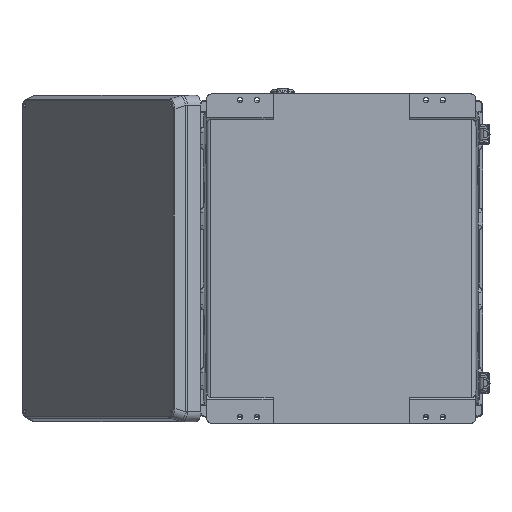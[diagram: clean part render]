
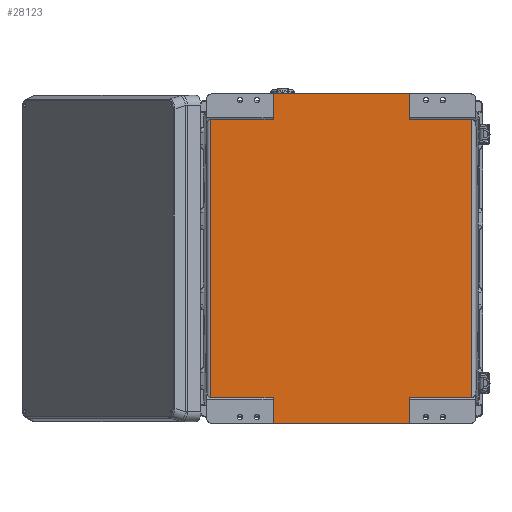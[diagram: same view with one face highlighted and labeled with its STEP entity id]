
A CAD part, front view. The second image highlights one B-rep face of the part: STEP entity #28123.
In plain terms, the highlighted planar face has unit normal (0, -1, 0).
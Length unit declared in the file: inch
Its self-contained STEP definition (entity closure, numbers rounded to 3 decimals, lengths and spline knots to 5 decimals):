
#125 = VECTOR ( 'NONE', #34275, 39.37008 ) ;
#1160 = EDGE_CURVE ( 'NONE', #16682, #81819, #43282, .T. ) ;
#1325 = CARTESIAN_POINT ( 'NONE',  ( 8.11811, 0.05906, -1.51961 ) ) ;
#1865 = EDGE_LOOP ( 'NONE', ( #5212, #83905, #6345, #81677, #58537, #18058, #60814, #48758, #32166, #27001, #84557, #59097 ) ) ;
#2633 = CARTESIAN_POINT ( 'NONE',  ( 4.03163, 0.05906, 0. ) ) ;
#2773 = VECTOR ( 'NONE', #13396, 39.37008 ) ;
#2779 = LINE ( 'NONE', #84235, #47364 ) ;
#3232 = LINE ( 'NONE', #22095, #62879 ) ;
#4299 = EDGE_CURVE ( 'NONE', #34775, #21421, #71887, .T. ) ;
#4446 = LINE ( 'NONE', #75604, #125 ) ;
#5212 = ORIENTED_EDGE ( 'NONE', *, *, #40430, .F. ) ;
#6345 = ORIENTED_EDGE ( 'NONE', *, *, #38994, .T. ) ;
#6835 = DIRECTION ( 'NONE',  ( 0., 0., -1. ) ) ;
#7700 = DIRECTION ( 'NONE',  ( -1., 0., 0. ) ) ;
#8042 = CARTESIAN_POINT ( 'NONE',  ( -4.03163, 0.05906, 0. ) ) ;
#11281 = VECTOR ( 'NONE', #46186, 39.37008 ) ;
#11469 = LINE ( 'NONE', #74632, #2773 ) ;
#12077 = VERTEX_POINT ( 'NONE', #2633 ) ;
#13396 = DIRECTION ( 'NONE',  ( 1., 0., 0. ) ) ;
#16682 = VERTEX_POINT ( 'NONE', #18689 ) ;
#17348 = VERTEX_POINT ( 'NONE', #8042 ) ;
#18058 = ORIENTED_EDGE ( 'NONE', *, *, #4299, .F. ) ;
#18689 = CARTESIAN_POINT ( 'NONE',  ( 7.73754, 0.05906, -1.51961 ) ) ;
#20115 = DIRECTION ( 'NONE',  ( 0., 0., 1. ) ) ;
#21262 = LINE ( 'NONE', #34250, #35434 ) ;
#21421 = VERTEX_POINT ( 'NONE', #38997 ) ;
#21658 = DIRECTION ( 'NONE',  ( -1., 0., 0. ) ) ;
#22095 = CARTESIAN_POINT ( 'NONE',  ( -4.03163, 0.05906, 0.85787 ) ) ;
#23354 = EDGE_CURVE ( 'NONE', #21421, #85435, #21262, .T. ) ;
#24183 = EDGE_CURVE ( 'NONE', #85435, #84389, #24518, .T. ) ;
#24511 = CARTESIAN_POINT ( 'NONE',  ( -8.11811, 0.05906, -17.96858 ) ) ;
#24518 = LINE ( 'NONE', #29330, #38661 ) ;
#25862 = VECTOR ( 'NONE', #7700, 39.37008 ) ;
#26425 = AXIS2_PLACEMENT_3D ( 'NONE', #65125, #30687, #31281 ) ;
#27001 = ORIENTED_EDGE ( 'NONE', *, *, #55314, .T. ) ;
#28123 = ADVANCED_FACE ( 'NONE', ( #83345 ), #37124, .F. ) ;
#28358 = DIRECTION ( 'NONE',  ( 0., 0., 1. ) ) ;
#29330 = CARTESIAN_POINT ( 'NONE',  ( 8.11811, 0.05906, -19.48819 ) ) ;
#30518 = VERTEX_POINT ( 'NONE', #69422 ) ;
#30687 = DIRECTION ( 'NONE',  ( 0., 1., 0. ) ) ;
#31281 = DIRECTION ( 'NONE',  ( 0., 0., 1. ) ) ;
#32166 = ORIENTED_EDGE ( 'NONE', *, *, #78708, .T. ) ;
#33014 = VECTOR ( 'NONE', #70103, 39.37008 ) ;
#34250 = CARTESIAN_POINT ( 'NONE',  ( 4.03163, 0.05906, -20.34606 ) ) ;
#34275 = DIRECTION ( 'NONE',  ( 0., 0., 1. ) ) ;
#34775 = VERTEX_POINT ( 'NONE', #40734 ) ;
#35434 = VECTOR ( 'NONE', #6835, 39.37008 ) ;
#36351 = VECTOR ( 'NONE', #78898, 39.37008 ) ;
#37124 = PLANE ( 'NONE',  #26425 ) ;
#38375 = CARTESIAN_POINT ( 'NONE',  ( 4.03163, 0.05906, -1.51961 ) ) ;
#38535 = VECTOR ( 'NONE', #28358, 39.37008 ) ;
#38661 = VECTOR ( 'NONE', #49146, 39.37008 ) ;
#38994 = EDGE_CURVE ( 'NONE', #30518, #84389, #42874, .T. ) ;
#38997 = CARTESIAN_POINT ( 'NONE',  ( 4.03163, 0.05906, -17.96858 ) ) ;
#40430 = EDGE_CURVE ( 'NONE', #57520, #78495, #58713, .T. ) ;
#40734 = CARTESIAN_POINT ( 'NONE',  ( 7.73754, 0.05906, -17.96858 ) ) ;
#41783 = CARTESIAN_POINT ( 'NONE',  ( 8.11811, 0.05906, -17.96858 ) ) ;
#42874 = LINE ( 'NONE', #74263, #11281 ) ;
#43282 = LINE ( 'NONE', #1325, #25862 ) ;
#46186 = DIRECTION ( 'NONE',  ( 0., 0., -1. ) ) ;
#47364 = VECTOR ( 'NONE', #21658, 39.37008 ) ;
#48061 = CARTESIAN_POINT ( 'NONE',  ( 4.03163, 0.05906, 0.85787 ) ) ;
#48758 = ORIENTED_EDGE ( 'NONE', *, *, #1160, .T. ) ;
#49146 = DIRECTION ( 'NONE',  ( -1., 0., 0. ) ) ;
#50025 = VECTOR ( 'NONE', #20115, 39.37008 ) ;
#55314 = EDGE_CURVE ( 'NONE', #12077, #17348, #2779, .T. ) ;
#56831 = LINE ( 'NONE', #24511, #36351 ) ;
#57520 = VERTEX_POINT ( 'NONE', #62980 ) ;
#58537 = ORIENTED_EDGE ( 'NONE', *, *, #23354, .F. ) ;
#58713 = LINE ( 'NONE', #68789, #50025 ) ;
#58876 = EDGE_CURVE ( 'NONE', #78495, #62580, #11469, .T. ) ;
#59097 = ORIENTED_EDGE ( 'NONE', *, *, #58876, .F. ) ;
#60814 = ORIENTED_EDGE ( 'NONE', *, *, #61914, .T. ) ;
#61914 = EDGE_CURVE ( 'NONE', #34775, #16682, #4446, .T. ) ;
#62580 = VERTEX_POINT ( 'NONE', #73635 ) ;
#62879 = VECTOR ( 'NONE', #64429, 39.37008 ) ;
#62980 = CARTESIAN_POINT ( 'NONE',  ( -7.73754, 0.05906, -17.96858 ) ) ;
#63759 = EDGE_CURVE ( 'NONE', #57520, #30518, #56831, .T. ) ;
#64429 = DIRECTION ( 'NONE',  ( 0., 0., 1. ) ) ;
#64944 = CARTESIAN_POINT ( 'NONE',  ( 4.03163, 0.05906, -19.48819 ) ) ;
#65125 = CARTESIAN_POINT ( 'NONE',  ( 8.11811, 0.05906, -1.51961 ) ) ;
#65514 = EDGE_CURVE ( 'NONE', #62580, #17348, #3232, .T. ) ;
#66214 = CARTESIAN_POINT ( 'NONE',  ( -7.73754, 0.05906, -1.51961 ) ) ;
#66558 = LINE ( 'NONE', #48061, #38535 ) ;
#67809 = CARTESIAN_POINT ( 'NONE',  ( -4.03163, 0.05906, -19.48819 ) ) ;
#68789 = CARTESIAN_POINT ( 'NONE',  ( -7.73754, 0.05906, -1.51961 ) ) ;
#69422 = CARTESIAN_POINT ( 'NONE',  ( -4.03163, 0.05906, -17.96858 ) ) ;
#70103 = DIRECTION ( 'NONE',  ( -1., 0., 0. ) ) ;
#71887 = LINE ( 'NONE', #41783, #33014 ) ;
#73635 = CARTESIAN_POINT ( 'NONE',  ( -4.03163, 0.05906, -1.51961 ) ) ;
#74263 = CARTESIAN_POINT ( 'NONE',  ( -4.03163, 0.05906, -20.34606 ) ) ;
#74632 = CARTESIAN_POINT ( 'NONE',  ( -8.11811, 0.05906, -1.51961 ) ) ;
#75604 = CARTESIAN_POINT ( 'NONE',  ( 7.73754, 0.05906, -1.51961 ) ) ;
#78495 = VERTEX_POINT ( 'NONE', #66214 ) ;
#78708 = EDGE_CURVE ( 'NONE', #81819, #12077, #66558, .T. ) ;
#78898 = DIRECTION ( 'NONE',  ( 1., 0., 0. ) ) ;
#81677 = ORIENTED_EDGE ( 'NONE', *, *, #24183, .F. ) ;
#81819 = VERTEX_POINT ( 'NONE', #38375 ) ;
#83345 = FACE_OUTER_BOUND ( 'NONE', #1865, .T. ) ;
#83905 = ORIENTED_EDGE ( 'NONE', *, *, #63759, .T. ) ;
#84235 = CARTESIAN_POINT ( 'NONE',  ( 8.11811, 0.05906, 0. ) ) ;
#84389 = VERTEX_POINT ( 'NONE', #67809 ) ;
#84557 = ORIENTED_EDGE ( 'NONE', *, *, #65514, .F. ) ;
#85435 = VERTEX_POINT ( 'NONE', #64944 ) ;
